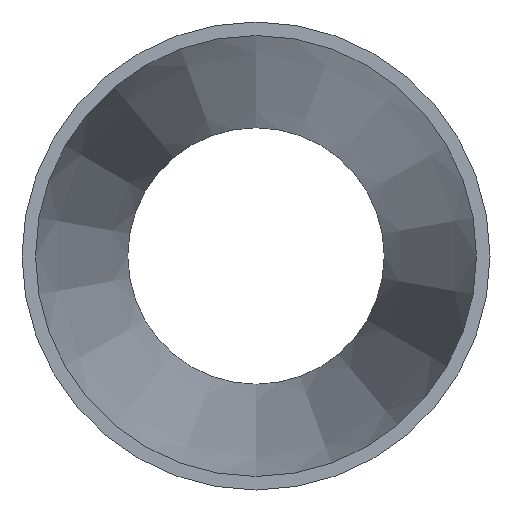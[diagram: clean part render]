
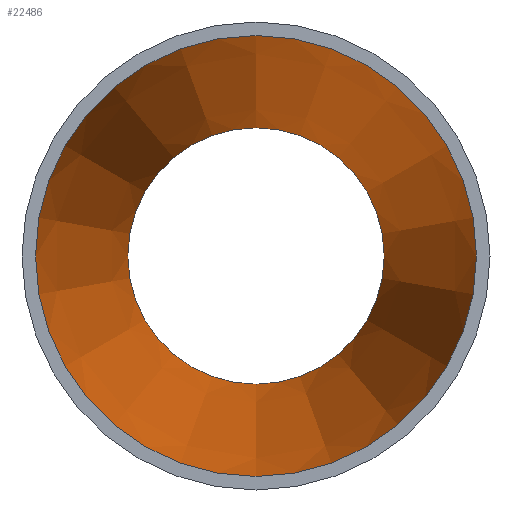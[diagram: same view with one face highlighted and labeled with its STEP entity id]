
A CAD part, front view. The second image highlights one B-rep face of the part: STEP entity #22486.
In plain terms, the highlighted conical face has half-angle 8.717 degrees and reference radius 32.977 mm.
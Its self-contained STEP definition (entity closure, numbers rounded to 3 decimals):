
#1158 = CONICAL_SURFACE ( 'NONE', #4944, 32.977, 0.152 ) ;
#2143 = CARTESIAN_POINT ( 'NONE',  ( 0., 90., 0. ) ) ;
#3212 = FACE_BOUND ( 'NONE', #11096, .T. ) ;
#3781 = CIRCLE ( 'NONE', #8348, 32.977 ) ;
#4944 = AXIS2_PLACEMENT_3D ( 'NONE', #17627, #8570, #10259 ) ;
#7117 = VERTEX_POINT ( 'NONE', #21542 ) ;
#7720 = DIRECTION ( 'NONE',  ( 0., 0., -1. ) ) ;
#7758 = EDGE_LOOP ( 'NONE', ( #19910 ) ) ;
#8348 = AXIS2_PLACEMENT_3D ( 'NONE', #14011, #17589, #13899 ) ;
#8570 = DIRECTION ( 'NONE',  ( 0., -1., 0. ) ) ;
#9412 = ORIENTED_EDGE ( 'NONE', *, *, #20417, .F. ) ;
#10259 = DIRECTION ( 'NONE',  ( 0., 0., -1. ) ) ;
#11096 = EDGE_LOOP ( 'NONE', ( #9412 ) ) ;
#12914 = CIRCLE ( 'NONE', #21263, 19.177 ) ;
#13899 = DIRECTION ( 'NONE',  ( 0., 0., -1. ) ) ;
#14011 = CARTESIAN_POINT ( 'NONE',  ( 0., 0., 0. ) ) ;
#14405 = CARTESIAN_POINT ( 'NONE',  ( 0., 90., -19.177 ) ) ;
#14639 = VERTEX_POINT ( 'NONE', #14405 ) ;
#15116 = DIRECTION ( 'NONE',  ( 0., -1., 0. ) ) ;
#15493 = FACE_OUTER_BOUND ( 'NONE', #7758, .T. ) ;
#17589 = DIRECTION ( 'NONE',  ( 0., -1., 0. ) ) ;
#17627 = CARTESIAN_POINT ( 'NONE',  ( 0., 0., 0. ) ) ;
#19910 = ORIENTED_EDGE ( 'NONE', *, *, #19925, .T. ) ;
#19925 = EDGE_CURVE ( 'NONE', #7117, #7117, #3781, .T. ) ;
#20417 = EDGE_CURVE ( 'NONE', #14639, #14639, #12914, .T. ) ;
#21263 = AXIS2_PLACEMENT_3D ( 'NONE', #2143, #15116, #7720 ) ;
#21542 = CARTESIAN_POINT ( 'NONE',  ( 0., 0., -32.977 ) ) ;
#22486 = ADVANCED_FACE ( 'NONE', ( #3212, #15493 ), #1158, .F. ) ;
